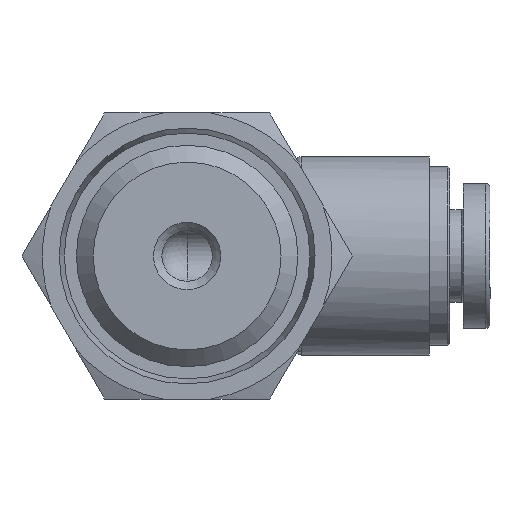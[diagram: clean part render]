
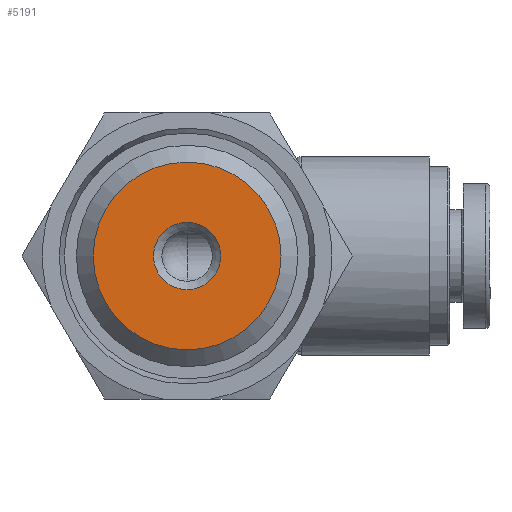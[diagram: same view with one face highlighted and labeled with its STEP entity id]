
A CAD part, front view. The second image highlights one B-rep face of the part: STEP entity #5191.
In plain terms, the highlighted face is planar.
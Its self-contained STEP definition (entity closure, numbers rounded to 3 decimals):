
#5140=CARTESIAN_POINT('',(-24.8,0.,-2.0));
#5141=VERTEX_POINT('',#5140);
#5142=CARTESIAN_POINT('',(-24.8,0.,0.0));
#5143=DIRECTION('',(-1.0,0.0,0.0));
#5144=DIRECTION('',(0.0,0.0,1.0));
#5145=AXIS2_PLACEMENT_3D('',#5142,#5143,#5144);
#5146=CIRCLE('',#5145,2.0);
#5147=EDGE_CURVE('',#5141,#5141,#5146,.T.);
#5172=CARTESIAN_POINT('',(-24.8,3.289,0.0));
#5173=DIRECTION('',(-1.0,0.0,0.0));
#5174=DIRECTION('',(0.0,0.0,1.0));
#5175=AXIS2_PLACEMENT_3D('',#5172,#5173,#5174);
#5176=PLANE('',#5175);
#5177=CARTESIAN_POINT('',(-24.8,5.578,0.));
#5178=VERTEX_POINT('',#5177);
#5179=CARTESIAN_POINT('',(-24.8,0.,0.0));
#5180=DIRECTION('',(1.0,0.0,0.0));
#5181=DIRECTION('',(0.0,-1.0,0.0));
#5182=AXIS2_PLACEMENT_3D('',#5179,#5180,#5181);
#5183=CIRCLE('',#5182,5.579);
#5184=EDGE_CURVE('',#5178,#5178,#5183,.T.);
#5185=ORIENTED_EDGE('',*,*,#5184,.F.);
#5186=EDGE_LOOP('',(#5185));
#5187=FACE_OUTER_BOUND('',#5186,.T.);
#5188=ORIENTED_EDGE('',*,*,#5147,.F.);
#5189=EDGE_LOOP('',(#5188));
#5190=FACE_BOUND('',#5189,.T.);
#5191=ADVANCED_FACE('',(#5187,#5190),#5176,.T.);
